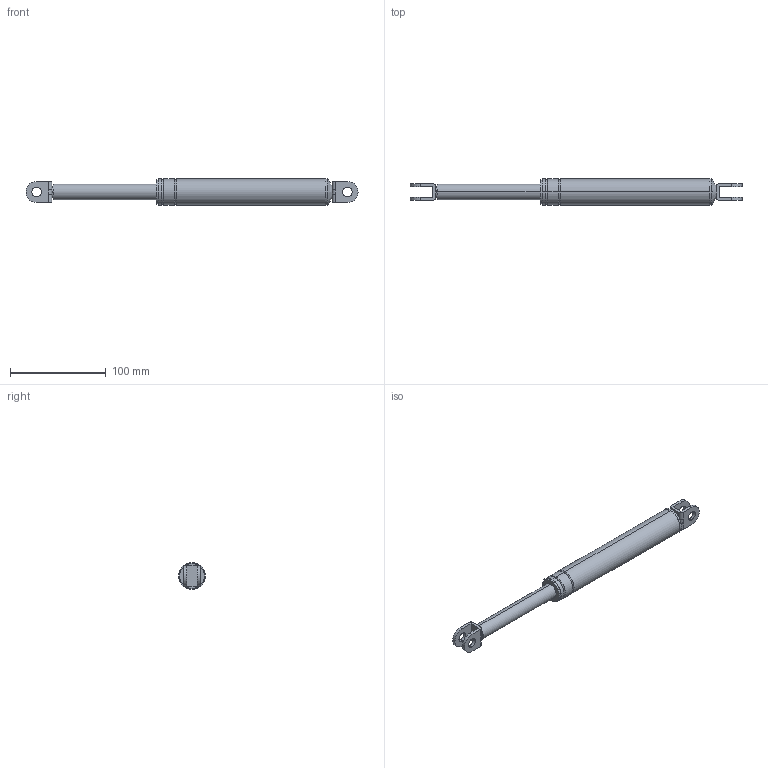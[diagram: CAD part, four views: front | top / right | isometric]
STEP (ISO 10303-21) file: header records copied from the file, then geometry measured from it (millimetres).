
FILE_DESCRIPTION( (''), '2;1');
FILE_NAME ('PC50.23628.TM_371_100_120_29163.stp','2020-10-26T14:33:44',(''),(''),'spGate 16.7.1','','');
FILE_SCHEMA (('AUTOMOTIVE_DESIGN'));
Length unit declared in the file: millimetre
Products named in the file (3): Assembly; TM_371_100_120; TM_371_100_120_div
Assembly tree (2 placements, depth 2):
  Assembly
    TM_371_100_120
    TM_371_100_120_div
Bounding box: 347 x 28.2 x 28.2 mm (x, y, z)
Volume: 135968.8 mm3; surface area: 28247.6 mm2
Topology: 2 solids, 2 shells, 69 faces, 168 edges, 106 vertices
Faces by surface type: cylinder 34, plane 23, bspline 12
Entity records: 3778 total; most frequent: CARTESIAN_POINT 751, DIRECTION 342, ORIENTED_EDGE 336, COLOUR_RGB 239, PRESENTATION_STYLE_ASSIGNMENT 239, STYLED_ITEM 239, EDGE_CURVE 168, DRAUGHTING_PRE_DEFINED_CURVE_FONT 168
